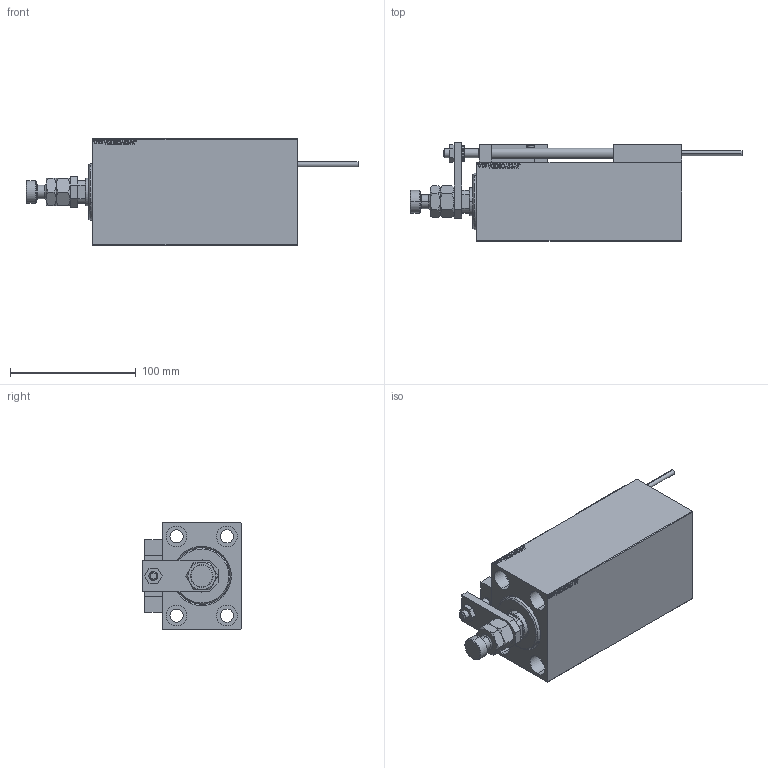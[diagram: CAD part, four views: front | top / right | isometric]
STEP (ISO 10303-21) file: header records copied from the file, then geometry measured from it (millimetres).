
FILE_DESCRIPTION (( 'STEP AP203' ), '1' );
FILE_NAME ('7fd3.STEP', '2022-04-17T03:31:00', ( '' ), ( '' ), 'SwSTEP 2.0', 'SolidWorks 2019', '' );
FILE_SCHEMA (( 'CONFIG_CONTROL_DESIGN' ));
Length unit declared in the file: millimetre
Products named in the file (16): MAGNET 6ecbb4850f44b6ae3c43a2566c5601ef; V450CM_C_Body 6ecbb4850f44b6ae3c43a2566c5601ef; X_Y_MFA 6ecbb4850f44b6ae3c43a2566c5601ef; SWITCH_X_FRONT_BACK 6ecbb4850f44b6ae3c43a2566c5601ef; ZARAZKA 6ecbb4850f44b6ae3c43a2566c5601ef; NUT_D12 6ecbb4850f44b6ae3c43a2566c5601ef; Block 6ecbb4850f44b6ae3c43a2566c5601ef; TYC_L79 6ecbb4850f44b6ae3c43a2566c5601ef; ALLEN BOLT D5 6ecbb4850f44b6ae3c43a2566c5601ef; V450CM_C_VCP 6ecbb4850f44b6ae3c43a2566c5601ef; ALLEN BOLT D8 6ecbb4850f44b6ae3c43a2566c5601ef; SWITCH DIM B,W 6ecbb4850f44b6ae3c43a2566c5601ef; SWITCH X 6ecbb4850f44b6ae3c43a2566c5601ef; 7fd3; V450CM_VC_B 6ecbb4850f44b6ae3c43a2566c5601ef; KONCOVKA 6ecbb4850f44b6ae3c43a2566c5601ef
Assembly tree (25 placements, depth 3):
  7fd3
    V450CM_C_Body 6ecbb4850f44b6ae3c43a2566c5601ef
    SWITCH X 6ecbb4850f44b6ae3c43a2566c5601ef
      SWITCH_X_FRONT_BACK 6ecbb4850f44b6ae3c43a2566c5601ef  x2
      TYC_L79 6ecbb4850f44b6ae3c43a2566c5601ef
      Block 6ecbb4850f44b6ae3c43a2566c5601ef  x2
      ALLEN BOLT D5 6ecbb4850f44b6ae3c43a2566c5601ef  x4
      ALLEN BOLT D8 6ecbb4850f44b6ae3c43a2566c5601ef  x4
      MAGNET 6ecbb4850f44b6ae3c43a2566c5601ef  x2
      KONCOVKA 6ecbb4850f44b6ae3c43a2566c5601ef  x2
    NUT_D12 6ecbb4850f44b6ae3c43a2566c5601ef
    SWITCH DIM B,W 6ecbb4850f44b6ae3c43a2566c5601ef
    ZARAZKA 6ecbb4850f44b6ae3c43a2566c5601ef
    V450CM_C_VCP 6ecbb4850f44b6ae3c43a2566c5601ef
    V450CM_VC_B 6ecbb4850f44b6ae3c43a2566c5601ef
    X_Y_MFA 6ecbb4850f44b6ae3c43a2566c5601ef
Bounding box: 264 x 78.5 x 85 mm (x, y, z)
Volume: 780311.4 mm3; surface area: 150623.1 mm2
Topology: 24 solids, 24 shells, 1330 faces, 3162 edges, 2013 vertices
Faces by surface type: plane 576, bspline 380, cylinder 188, cone 134, torus 48, sphere 4
Entity records: 51704 total; most frequent: CARTESIAN_POINT 26431, ORIENTED_EDGE 5344, DIRECTION 3640, EDGE_CURVE 2672, VERTEX_POINT 1737, LINE 1500, VECTOR 1500, EDGE_LOOP 1241
